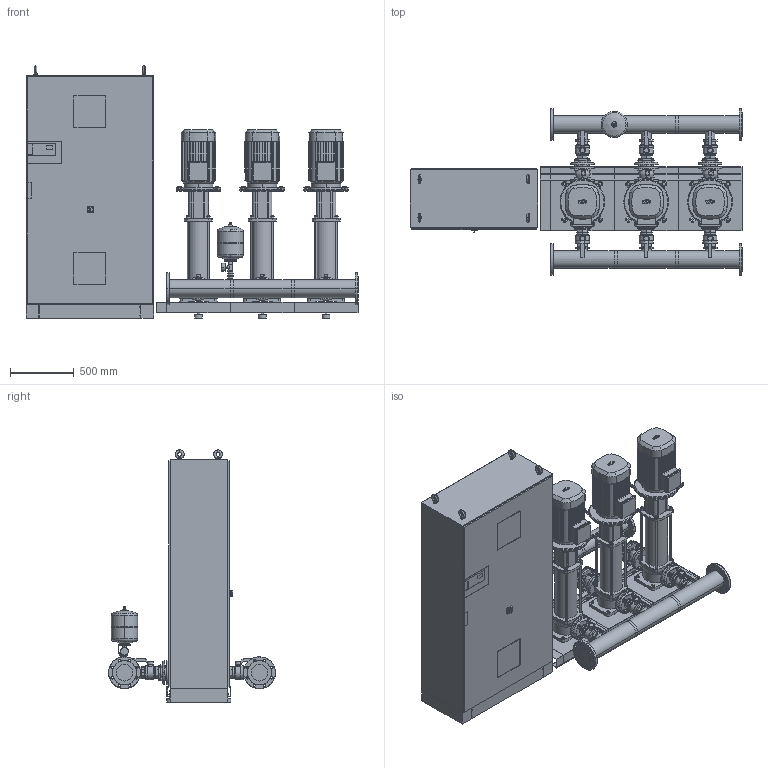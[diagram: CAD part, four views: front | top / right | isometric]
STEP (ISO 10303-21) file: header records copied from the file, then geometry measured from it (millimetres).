
FILE_DESCRIPTION((''),'2;1');
FILE_NAME('3d_SiBoostSmartFC3HELIXV3605_2-2540805.stp','2016-01-25T11:22:19',(''),(''),'Mechanical Desktop 2009','Mechanical Desktop 2009',', , ');
FILE_SCHEMA(('CONFIG_CONTROL_DESIGN'));
Length unit declared in the file: millimetre
Products named in the file (1): Product
Bounding box: 2600 x 1307 x 1975 mm (x, y, z)
Volume: 1144226691.5 mm3; surface area: 22247974.7 mm2
Topology: 196 solids, 196 shells, 4663 faces, 11652 edges, 7587 vertices
Faces by surface type: plane 1749, bspline 1632, cylinder 992, cone 190, torus 94, sphere 6
Entity records: 155743 total; most frequent: CARTESIAN_POINT 46480, ORIENTED_EDGE 23268, DIRECTION 21482, EDGE_CURVE 11634, VERTEX_POINT 7581, AXIS2_PLACEMENT_3D 7352, VECTOR 6778, LINE 6778
